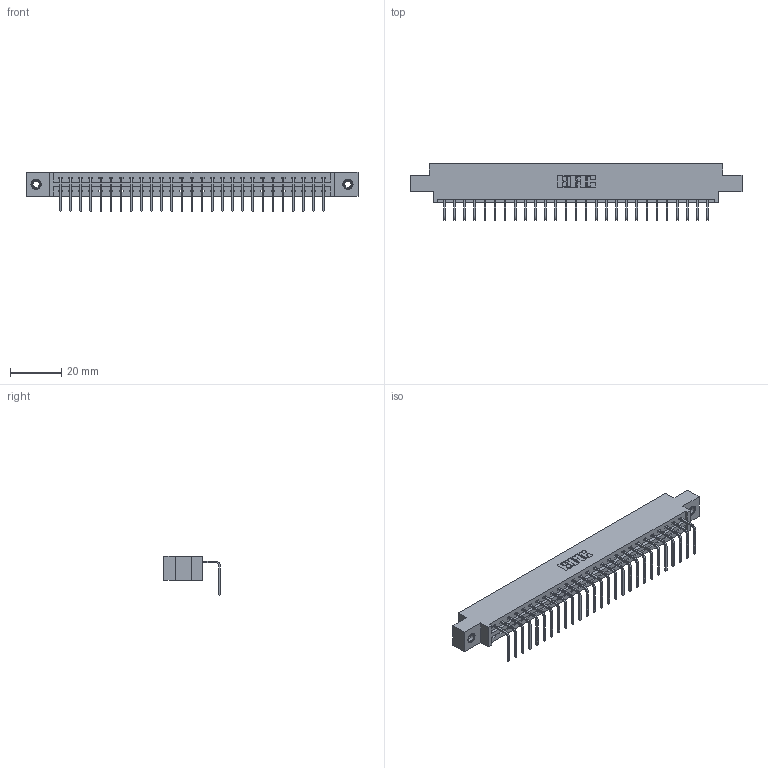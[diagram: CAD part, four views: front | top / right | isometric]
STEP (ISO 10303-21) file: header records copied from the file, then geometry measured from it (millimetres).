
FILE_DESCRIPTION (( 'STEP AP203' ), '1' );
FILE_NAME ('337-027-558-607.STEP', '2019-10-07T13:21:01', ( '' ), ( '' ), 'SwSTEP 2.0', 'SolidWorks 2016', '' );
FILE_SCHEMA (( 'CONFIG_CONTROL_DESIGN' ));
Length unit declared in the file: inch
Products named in the file (4): 337-027-558-607; 345-292-001_558 Tail - 2; 337 Part_0.170 Offset - 0.156 Dia-TI; 345-250-001_345-250-005-103
Assembly tree (30 placements, depth 2):
  337-027-558-607
    337 Part_0.170 Offset - 0.156 Dia-TI
    345-292-001_558 Tail - 2  x27
    345-250-001_345-250-005-103  x2
Bounding box: 130 x 22.17 x 15.37 mm (x, y, z)
Volume: 13282.3 mm3; surface area: 14332.1 mm2
Topology: 30 solids, 30 shells, 1906 faces, 5697 edges, 3754 vertices
Faces by surface type: plane 1402, cylinder 488, cone 12, torus 4
Entity records: 23412 total; most frequent: CARTESIAN_POINT 4058, ORIENTED_EDGE 4014, DIRECTION 3479, EDGE_CURVE 2007, VECTOR 1859, LINE 1859, VERTEX_POINT 1332, AXIS2_PLACEMENT_3D 810
